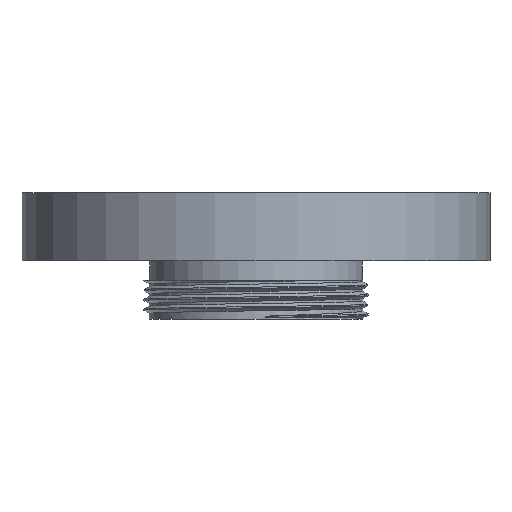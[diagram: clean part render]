
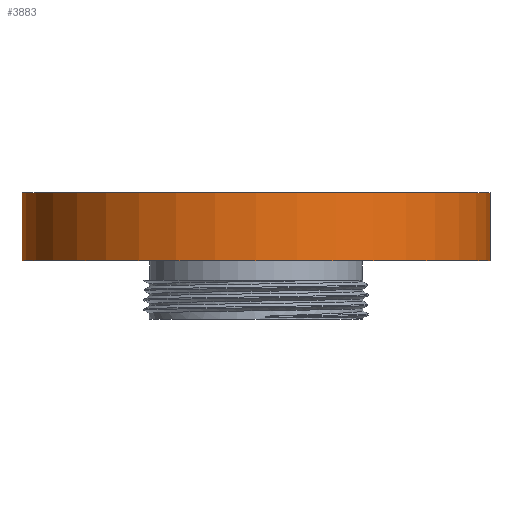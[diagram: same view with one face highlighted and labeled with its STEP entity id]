
A CAD part, front view. The second image highlights one B-rep face of the part: STEP entity #3883.
In plain terms, the highlighted cylindrical face has radius 12 mm (diameter 24 mm), a full revolution.
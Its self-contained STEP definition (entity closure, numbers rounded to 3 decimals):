
#3745 = PLANE('',#3746);
#3746 = AXIS2_PLACEMENT_3D('',#3747,#3748,#3749);
#3747 = CARTESIAN_POINT('',(0.,0.,3.));
#3748 = DIRECTION('',(-0.,-0.,-1.));
#3749 = DIRECTION('',(-1.,0.,0.));
#3797 = EDGE_CURVE('',#3798,#3798,#3800,.T.);
#3798 = VERTEX_POINT('',#3799);
#3799 = CARTESIAN_POINT('',(12.,0.,3.));
#3800 = SURFACE_CURVE('',#3801,(#3806,#3813),.PCURVE_S1.);
#3801 = CIRCLE('',#3802,12.);
#3802 = AXIS2_PLACEMENT_3D('',#3803,#3804,#3805);
#3803 = CARTESIAN_POINT('',(0.,0.,3.));
#3804 = DIRECTION('',(0.,0.,-1.));
#3805 = DIRECTION('',(1.,0.,0.));
#3806 = PCURVE('',#3745,#3807);
#3807 = DEFINITIONAL_REPRESENTATION('',(#3808),#3812);
#3808 = CIRCLE('',#3809,12.);
#3809 = AXIS2_PLACEMENT_2D('',#3810,#3811);
#3810 = CARTESIAN_POINT('',(0.,0.));
#3811 = DIRECTION('',(-1.,0.));
#3812 = ( GEOMETRIC_REPRESENTATION_CONTEXT(2) 
PARAMETRIC_REPRESENTATION_CONTEXT() REPRESENTATION_CONTEXT('2D SPACE',''
  ) );
#3813 = PCURVE('',#3814,#3819);
#3814 = CYLINDRICAL_SURFACE('',#3815,12.);
#3815 = AXIS2_PLACEMENT_3D('',#3816,#3817,#3818);
#3816 = CARTESIAN_POINT('',(0.,0.,0.));
#3817 = DIRECTION('',(-0.,-0.,-1.));
#3818 = DIRECTION('',(1.,0.,0.));
#3819 = DEFINITIONAL_REPRESENTATION('',(#3820),#3824);
#3820 = LINE('',#3821,#3822);
#3821 = CARTESIAN_POINT('',(-6.283,-3.));
#3822 = VECTOR('',#3823,1.);
#3823 = DIRECTION('',(1.,-0.));
#3824 = ( GEOMETRIC_REPRESENTATION_CONTEXT(2) 
PARAMETRIC_REPRESENTATION_CONTEXT() REPRESENTATION_CONTEXT('2D SPACE',''
  ) );
#3849 = PLANE('',#3850);
#3850 = AXIS2_PLACEMENT_3D('',#3851,#3852,#3853);
#3851 = CARTESIAN_POINT('',(0.,0.,6.5)
  );
#3852 = DIRECTION('',(0.,0.,1.));
#3853 = DIRECTION('',(1.,0.,-0.));
#3883 = ADVANCED_FACE('',(#3884),#3814,.T.);
#3884 = FACE_BOUND('',#3885,.F.);
#3885 = EDGE_LOOP('',(#3886,#3887,#3910,#3932));
#3886 = ORIENTED_EDGE('',*,*,#3797,.T.);
#3887 = ORIENTED_EDGE('',*,*,#3888,.T.);
#3888 = EDGE_CURVE('',#3798,#3889,#3891,.T.);
#3889 = VERTEX_POINT('',#3890);
#3890 = CARTESIAN_POINT('',(12.,0.,6.5));
#3891 = SEAM_CURVE('',#3892,(#3896,#3903),.PCURVE_S1.);
#3892 = LINE('',#3893,#3894);
#3893 = CARTESIAN_POINT('',(12.,0.,0.));
#3894 = VECTOR('',#3895,1.);
#3895 = DIRECTION('',(0.,0.,1.));
#3896 = PCURVE('',#3814,#3897);
#3897 = DEFINITIONAL_REPRESENTATION('',(#3898),#3902);
#3898 = LINE('',#3899,#3900);
#3899 = CARTESIAN_POINT('',(-6.283,0.));
#3900 = VECTOR('',#3901,1.);
#3901 = DIRECTION('',(-0.,-1.));
#3902 = ( GEOMETRIC_REPRESENTATION_CONTEXT(2) 
PARAMETRIC_REPRESENTATION_CONTEXT() REPRESENTATION_CONTEXT('2D SPACE',''
  ) );
#3903 = PCURVE('',#3814,#3904);
#3904 = DEFINITIONAL_REPRESENTATION('',(#3905),#3909);
#3905 = LINE('',#3906,#3907);
#3906 = CARTESIAN_POINT('',(-0.,0.));
#3907 = VECTOR('',#3908,1.);
#3908 = DIRECTION('',(-0.,-1.));
#3909 = ( GEOMETRIC_REPRESENTATION_CONTEXT(2) 
PARAMETRIC_REPRESENTATION_CONTEXT() REPRESENTATION_CONTEXT('2D SPACE',''
  ) );
#3910 = ORIENTED_EDGE('',*,*,#3911,.T.);
#3911 = EDGE_CURVE('',#3889,#3889,#3912,.T.);
#3912 = SURFACE_CURVE('',#3913,(#3918,#3925),.PCURVE_S1.);
#3913 = CIRCLE('',#3914,12.);
#3914 = AXIS2_PLACEMENT_3D('',#3915,#3916,#3917);
#3915 = CARTESIAN_POINT('',(0.,0.,6.5));
#3916 = DIRECTION('',(0.,0.,1.));
#3917 = DIRECTION('',(1.,0.,0.));
#3918 = PCURVE('',#3814,#3919);
#3919 = DEFINITIONAL_REPRESENTATION('',(#3920),#3924);
#3920 = LINE('',#3921,#3922);
#3921 = CARTESIAN_POINT('',(-0.,-6.5));
#3922 = VECTOR('',#3923,1.);
#3923 = DIRECTION('',(-1.,0.));
#3924 = ( GEOMETRIC_REPRESENTATION_CONTEXT(2) 
PARAMETRIC_REPRESENTATION_CONTEXT() REPRESENTATION_CONTEXT('2D SPACE',''
  ) );
#3925 = PCURVE('',#3849,#3926);
#3926 = DEFINITIONAL_REPRESENTATION('',(#3927),#3931);
#3927 = CIRCLE('',#3928,12.);
#3928 = AXIS2_PLACEMENT_2D('',#3929,#3930);
#3929 = CARTESIAN_POINT('',(0.,0.));
#3930 = DIRECTION('',(1.,0.));
#3931 = ( GEOMETRIC_REPRESENTATION_CONTEXT(2) 
PARAMETRIC_REPRESENTATION_CONTEXT() REPRESENTATION_CONTEXT('2D SPACE',''
  ) );
#3932 = ORIENTED_EDGE('',*,*,#3888,.F.);
